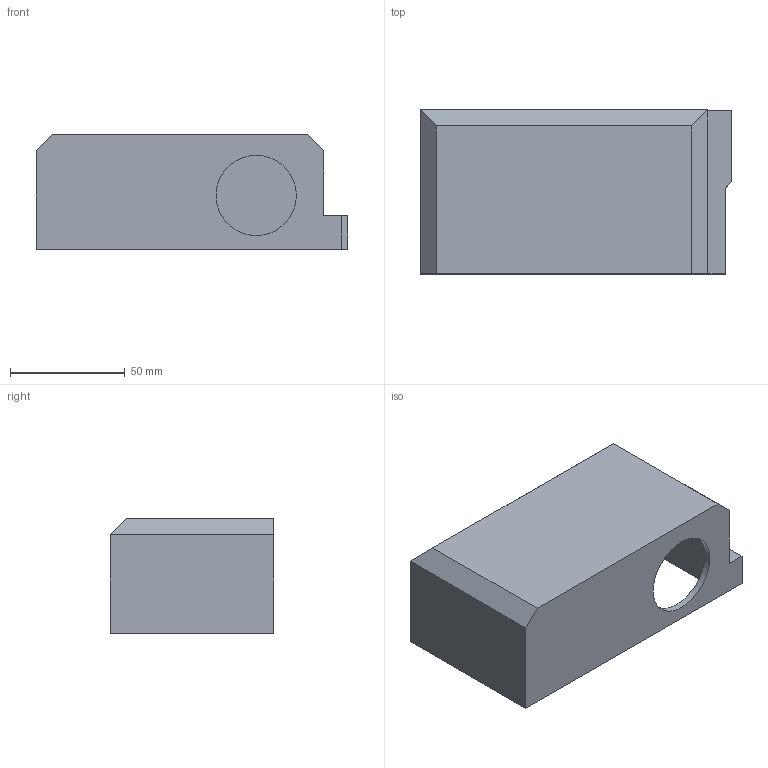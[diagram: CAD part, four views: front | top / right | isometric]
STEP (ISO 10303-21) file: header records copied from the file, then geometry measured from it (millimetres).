
FILE_DESCRIPTION (( 'STEP AP203' ), '1' );
FILE_NAME ('CAM_COVER.STEP', '2025-10-27T07:16:30', ( '' ), ( '' ), 'SwSTEP 2.0', 'SolidWorks 2022', '' );
FILE_SCHEMA (( 'CONFIG_CONTROL_DESIGN' ));
Length unit declared in the file: millimetre
Products named in the file (1): CAM_COVER
Bounding box: 136 x 71.5 x 50 mm (x, y, z)
Volume: 86123 mm3; surface area: 53611.7 mm2
Topology: 1 solids, 1 shells, 41 faces, 98 edges, 64 vertices
Faces by surface type: plane 31, cylinder 10
Entity records: 1261 total; most frequent: CARTESIAN_POINT 204, DIRECTION 202, ORIENTED_EDGE 196, EDGE_CURVE 98, VECTOR 78, LINE 78, VERTEX_POINT 64, AXIS2_PLACEMENT_3D 62
